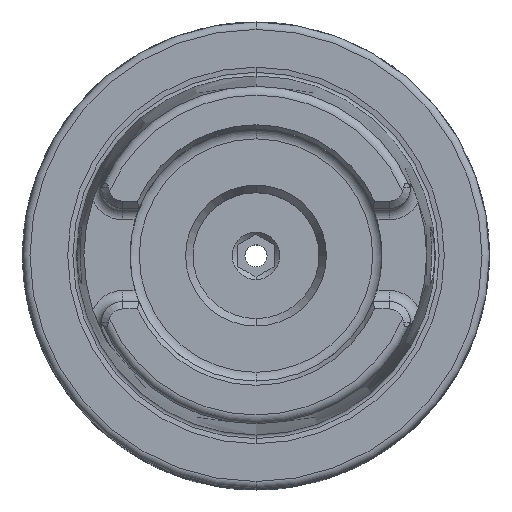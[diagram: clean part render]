
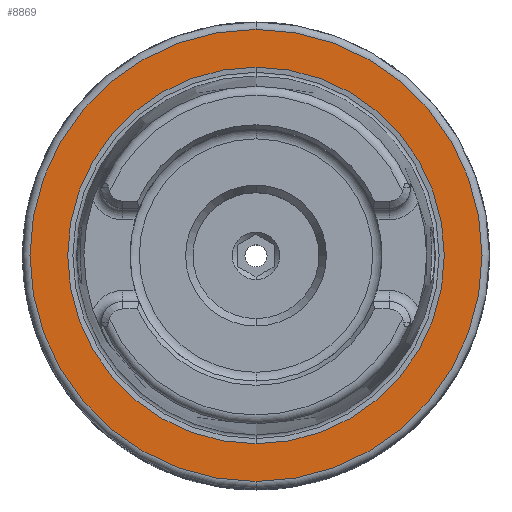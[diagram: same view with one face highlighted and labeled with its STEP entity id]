
A CAD part, top view. The second image highlights one B-rep face of the part: STEP entity #8869.
In plain terms, the highlighted planar face has unit normal (0, 0, 1).
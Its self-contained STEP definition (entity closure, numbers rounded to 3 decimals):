
#1909=CARTESIAN_POINT('',(0,0,26));
#1910=DIRECTION('',(0,0,-1));
#1911=DIRECTION('',(0,1,0));
#1912=AXIS2_PLACEMENT_3D('',#1909,#1910,#1911);
#1922=CARTESIAN_POINT('',(0,0,26));
#1923=DIRECTION('',(0,0,1));
#1924=DIRECTION('',(0,1,0));
#1925=AXIS2_PLACEMENT_3D('',#1922,#1923,#1924);
#1927=CARTESIAN_POINT('',(0,0,26));
#1928=DIRECTION('',(0,0,1));
#1929=DIRECTION('',(0,1,0));
#1930=AXIS2_PLACEMENT_3D('',#1927,#1928,#1929);
#1932=CARTESIAN_POINT('',(0,0,26));
#1933=DIRECTION('',(0,0,1));
#1934=DIRECTION('',(0,-1,0));
#1935=AXIS2_PLACEMENT_3D('',#1932,#1933,#1934);
#5607=CARTESIAN_POINT('',(0,25.409,26));
#5609=VERTEX_POINT('',#5607);
#5637=CARTESIAN_POINT('',(0,-25.409,26));
#5639=VERTEX_POINT('',#5637);
#5697=CARTESIAN_POINT('',(0,30.5,26));
#5698=CARTESIAN_POINT('',(0,-30.5,26));
#5699=VERTEX_POINT('',#5697);
#5700=VERTEX_POINT('',#5698);
#8854=CARTESIAN_POINT('',(0,0,26));
#8855=DIRECTION('',(0,0,-1));
#8856=DIRECTION('',(0,-1,0));
#8857=AXIS2_PLACEMENT_3D('',#8854,#8855,#8856);
#8858=PLANE('',#8857);
#8860=ORIENTED_EDGE('',*,*,#8859,.F.);
#8862=ORIENTED_EDGE('',*,*,#8861,.F.);
#8863=EDGE_LOOP('',(#8860,#8862));
#8864=FACE_OUTER_BOUND('',#8863,.F.);
#8865=ORIENTED_EDGE('',*,*,#8849,.T.);
#8866=ORIENTED_EDGE('',*,*,#8833,.F.);
#8867=EDGE_LOOP('',(#8865,#8866));
#8868=FACE_BOUND('',#8867,.F.);
#8869=ADVANCED_FACE('',(#8864,#8868),#8858,.F.);
#1913=CIRCLE('',#1912,25.409);
#1926=CIRCLE('',#1925,25.409);
#1931=CIRCLE('',#1930,30.5);
#1936=CIRCLE('',#1935,30.5);
#8833=EDGE_CURVE('',#5609,#5639,#1913,.T.);
#8849=EDGE_CURVE('',#5609,#5639,#1926,.T.);
#8859=EDGE_CURVE('',#5699,#5700,#1931,.T.);
#8861=EDGE_CURVE('',#5700,#5699,#1936,.T.);
